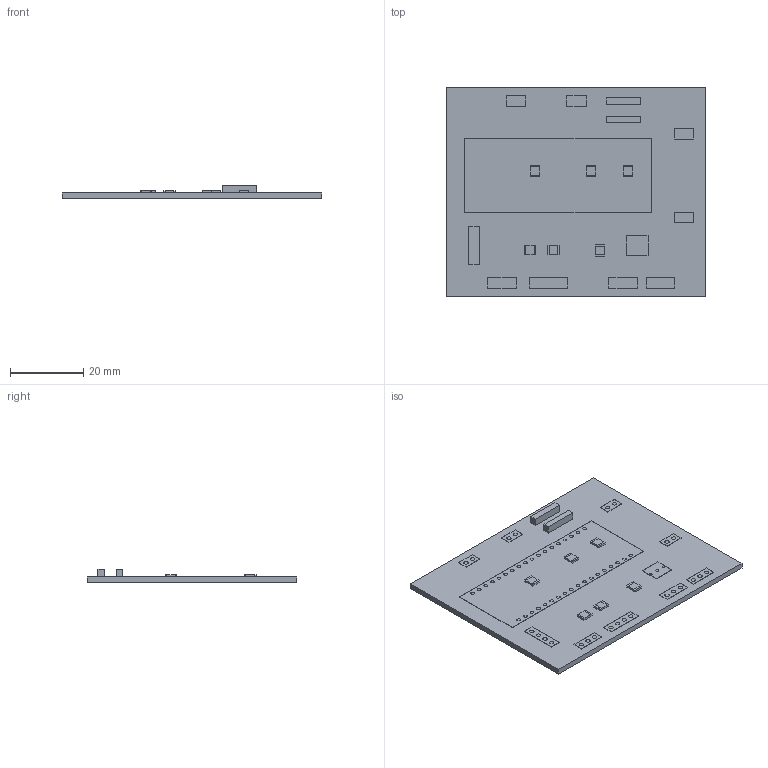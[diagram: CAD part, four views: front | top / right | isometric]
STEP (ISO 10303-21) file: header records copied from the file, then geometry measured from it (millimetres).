
FILE_DESCRIPTION(/* description */ (''),/* implementation_level */ '2;1');
FILE_NAME(/* name */ '0de92051-28e1-4fb2-af4d-e0e7056ae86d.stp',/* time_stamp */ '2018-12-27T00:19:59+00:00',/* author */ (''),/* organization */ (''),/* preprocessor_version */ 'ST-DEVELOPER v17.2',/* originating_system */ 'Autodesk Translation Framework v7.6.0.251',/* authorisation */ '');
FILE_SCHEMA (('AUTOMOTIVE_DESIGN { 1 0 10303 214 3 1 1 }'));
Length unit declared in the file: millimetre
Products named in the file (10): 0de92051-28e1-4fb2-af4d-e0e7056ae86d; PCB Component; Board; J6; J1; 1N5817-B; DS18B20; 1K; J7; ELECTRON_WITH_HEADERS
Assembly tree (21 placements, depth 3):
  0de92051-28e1-4fb2-af4d-e0e7056ae86d
    PCB Component
      Board
      J6  x4
      J1  x2
      1N5817-B  x2
      DS18B20
      1K  x6
      J7  x3
      ELECTRON_WITH_HEADERS
Bounding box: 70.79 x 57.14 x 3.68 mm (x, y, z)
Volume: 6473 mm3; surface area: 11565.5 mm2
Topology: 20 solids, 20 shells, 236 faces, 588 edges, 392 vertices
Faces by surface type: plane 168, cylinder 68
Full cylindrical faces by diameter (mm): 0.813 x3, 1.016 x36, 1.1 x4, 1.2 x25
Entity records: 4674 total; most frequent: DIRECTION 770, CARTESIAN_POINT 695, ORIENTED_EDGE 648, EDGE_CURVE 324, AXIS2_PLACEMENT_3D 291, EDGE_LOOP 260, VERTEX_POINT 216, LINE 188
